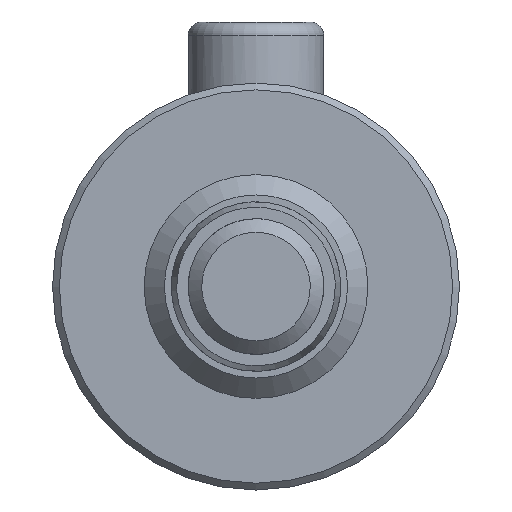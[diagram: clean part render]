
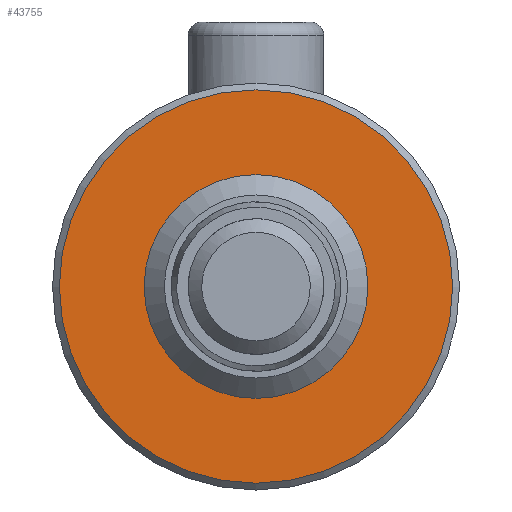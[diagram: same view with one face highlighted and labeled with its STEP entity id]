
A CAD part, front view. The second image highlights one B-rep face of the part: STEP entity #43755.
In plain terms, the highlighted planar face has unit normal (0, -1, 0).
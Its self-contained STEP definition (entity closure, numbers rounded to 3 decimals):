
#43721=CARTESIAN_POINT('',(0.,-244.0,29.));
#43722=VERTEX_POINT('',#43721);
#43723=CARTESIAN_POINT('',(0.0,-244.0,0.));
#43724=DIRECTION('',(0.0,1.0,0.0));
#43725=DIRECTION('',(0.0,0.0,-1.0));
#43726=AXIS2_PLACEMENT_3D('',#43723,#43724,#43725);
#43727=CIRCLE('',#43726,29.);
#43728=EDGE_CURVE('',#43722,#43722,#43727,.T.);
#43736=CARTESIAN_POINT('',(0.0,-244.0,23.25));
#43737=DIRECTION('',(0.0,-1.0,0.0));
#43738=DIRECTION('',(0.0,0.0,-1.0));
#43739=AXIS2_PLACEMENT_3D('',#43736,#43737,#43738);
#43740=PLANE('',#43739);
#43741=ORIENTED_EDGE('',*,*,#43728,.F.);
#43742=EDGE_LOOP('',(#43741));
#43743=FACE_OUTER_BOUND('',#43742,.T.);
#43744=CARTESIAN_POINT('',(0.0,-244.0,16.5));
#43745=VERTEX_POINT('',#43744);
#43746=CARTESIAN_POINT('',(0.0,-244.0,0.));
#43747=DIRECTION('',(0.0,1.0,0.0));
#43748=DIRECTION('',(0.0,0.0,1.0));
#43749=AXIS2_PLACEMENT_3D('',#43746,#43747,#43748);
#43750=CIRCLE('',#43749,16.5);
#43751=EDGE_CURVE('',#43745,#43745,#43750,.T.);
#43752=ORIENTED_EDGE('',*,*,#43751,.T.);
#43753=EDGE_LOOP('',(#43752));
#43754=FACE_BOUND('',#43753,.T.);
#43755=ADVANCED_FACE('',(#43743,#43754),#43740,.T.);
